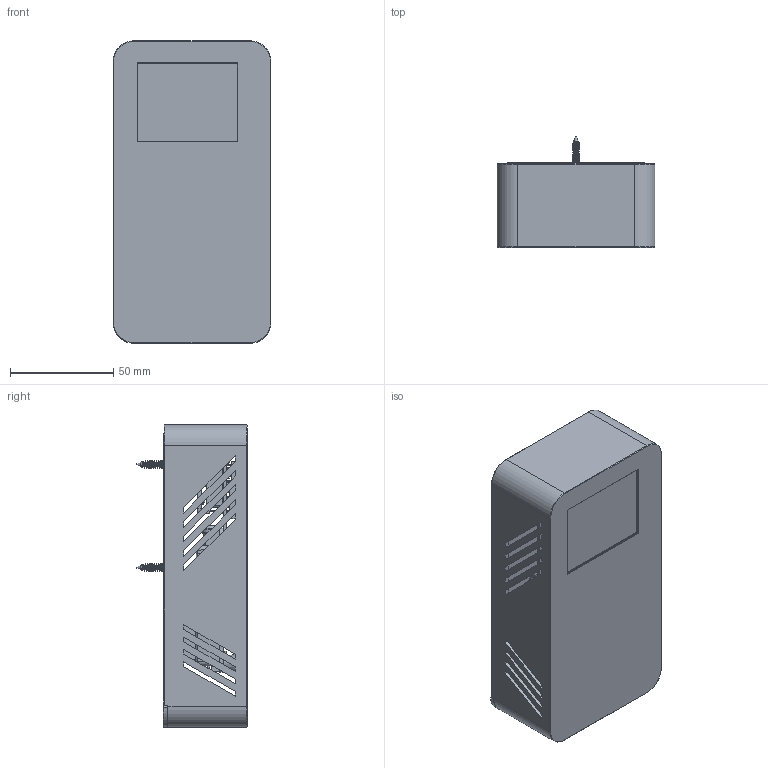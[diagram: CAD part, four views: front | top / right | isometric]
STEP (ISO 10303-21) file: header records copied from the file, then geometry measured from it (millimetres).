
FILE_DESCRIPTION(/* description */ (''),/* implementation_level */ '2;1');
FILE_NAME(/* name */ 'airQ.step',/* time_stamp */ '2022-12-30T19:23:36+01:00',/* author */ (''),/* organization */ (''),/* preprocessor_version */ 'ST-DEVELOPER v19.2',/* originating_system */ 'Autodesk Translation Framework v11.17.0.187',/* authorisation */ '');
FILE_SCHEMA (('AUTOMOTIVE_DESIGN { 1 0 10303 214 3 1 1 }'));
Products named in the file (42): airQ; CJMCU-680; ili9341 2.2" TFT; nova PM sensor; CI2207P1HK0 v2; ci22-base-H-7P; H-K0; H-00; CI2202P1VK0 v1; ci22-base-v-2P; ci22-t-v; 1; _00-01-0000-0035-0060; HI_BN 11288 3271328 hexalobular socket flat countersunk head thread f
orming screw M2x10; airQ_PCB; PinHeader_1x05_P2.54mm_Vertical; SOLID; PinHeader_1x04_P2.54mm_Vertical; SOLID (1); PinSocket_2x08_P2.54mm_Vertical; PinSocket_2x08_P2.54mm_Vertical_1; SOLID (4); airQ PCB; Senseair S8; Case; Front; Back; USB-C panel insert; 90925A150_Torx Rounded Head Screws for Sheet Metal; esp32D_s2_mini_footprint; ESP32-WROOM-32; SOLID_1; R_0603_1608Metric; SOLID (1)_1; PinHeader_2x08_P2.54mm_Vertical_SMD; PinHeader_2x08_P2.54mm_Vertical_SMD_1; SOLID (2); C_0805_2012Metric; SOLID (3); SOT-223 ...
Assembly tree (52 placements, depth 4):
  airQ
    CJMCU-680
    ili9341 2.2" TFT
    nova PM sensor
      CI2207P1HK0 v2
        ci22-base-H-7P
        H-00  x5
        H-K0  x2
      CI2202P1VK0 v1
        ci22-base-v-2P
        ci22-t-v  x2
      1
      _00-01-0000-0035-0060
      HI_BN 11288 3271328 hexalobular socket flat countersunk head thread f
orming screw M2x10  x3
    airQ_PCB
      PinHeader_1x05_P2.54mm_Vertical
        SOLID
      PinHeader_1x04_P2.54mm_Vertical
        SOLID (1)
      PinSocket_2x08_P2.54mm_Vertical
        SOLID (4)
      PinSocket_2x08_P2.54mm_Vertical_1
        SOLID (4)
      airQ PCB
    Senseair S8
    Case
      Front
      Back
    USB-C panel insert
    90925A150_Torx Rounded Head Screws for Sheet Metal  x2
    esp32D_s2_mini_footprint
      ESP32-WROOM-32
        SOLID_1
      R_0603_1608Metric
        SOLID (1)_1
      PinHeader_2x08_P2.54mm_Vertical_SMD
        SOLID (2)
      PinHeader_2x08_P2.54mm_Vertical_SMD_1
        SOLID (2)
      C_0805_2012Metric
        SOLID (3)
      SOT-223
        SOLID (4)_1
      _autosave-esp32D_s2_mini_footprint PCB
Bounding box: 76.5 x 53.77 x 146.69 mm (x, y, z)
Volume: 134830.9 mm3; surface area: 133735.7 mm2
Topology: 76 solids, 77 shells, 6124 faces, 15366 edges, 9683 vertices
Faces by surface type: plane 4397, cylinder 896, bspline 629, cone 104, sphere 55, torus 43
Full cylindrical faces by diameter (mm): 0.037 x4, 0.15 x2, 0.35 x2, 0.572 x1, 0.65 x1, 0.8 x2, 0.95 x4, 1 x81, 1.2 x1, 1.754 x3, 1.8 x6, 2 x9, 2.13 x24, 2.7 x4, 2.732 x8, 2.93 x3, 3 x3, 3.1 x8, 3.2 x5, 3.4 x6, 3.5 x1, 3.505 x22, 3.599 x3, 3.7 x2, 3.8 x3, 4 x4, 6 x12, 6.858 x2, 7 x10, 13 x1
Entity records: 180564 total; most frequent: CARTESIAN_POINT 60434, ORIENTED_EDGE 24956, DIRECTION 21687, EDGE_CURVE 12478, LINE 9183, VECTOR 9183, VERTEX_POINT 7880, AXIS2_PLACEMENT_3D 6252
